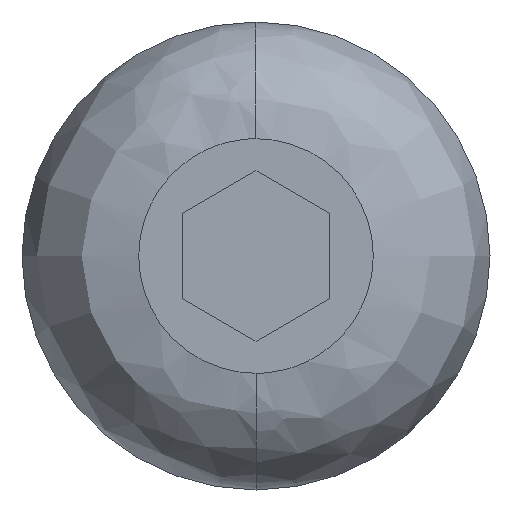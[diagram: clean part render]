
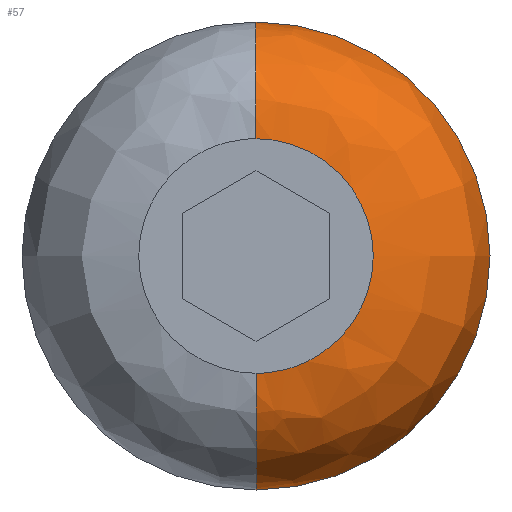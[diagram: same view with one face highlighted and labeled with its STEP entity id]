
A CAD part, left-side view. The second image highlights one B-rep face of the part: STEP entity #57.
In plain terms, the highlighted free-form (B-spline) face has degree [3, 3] with [4, 4] control points.
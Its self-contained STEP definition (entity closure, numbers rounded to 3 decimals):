
#1 = EDGE_CURVE ( 'NONE', #398, #146, #390, .T. ) ;
#12 = ORIENTED_EDGE ( 'NONE', *, *, #94, .T. ) ;
#20 = EDGE_CURVE ( 'NONE', #171, #342, #554, .T. ) ;
#23 = CARTESIAN_POINT ( 'NONE',  ( -2.75, 0., -2.38 ) ) ;
#57 = ADVANCED_FACE ( 'NONE', ( #97 ), #531, .T. ) ;
#71 = CARTESIAN_POINT ( 'NONE',  ( -2.75, 0., 2.38 ) ) ;
#74 = ORIENTED_EDGE ( 'NONE', *, *, #20, .T. ) ;
#75 = CARTESIAN_POINT ( 'NONE',  ( -2.75, -4.76, -2.38 ) ) ;
#78 = CARTESIAN_POINT ( 'NONE',  ( -2.75, 0., -2.38 ) ) ;
#94 = EDGE_CURVE ( 'NONE', #342, #146, #443, .T. ) ;
#97 = FACE_OUTER_BOUND ( 'NONE', #316, .T. ) ;
#110 = CARTESIAN_POINT ( 'NONE',  ( -0.38, -9.5, 4.75 ) ) ;
#114 = CARTESIAN_POINT ( 'NONE',  ( -0.38, 0., 4.75 ) ) ;
#128 = AXIS2_PLACEMENT_3D ( 'NONE', #317, #142, #397 ) ;
#142 = DIRECTION ( 'NONE',  ( 0., -1., 0. ) ) ;
#146 = VERTEX_POINT ( 'NONE', #78 ) ;
#155 = CARTESIAN_POINT ( 'NONE',  ( -2.75, 0., -3.768 ) ) ;
#163 = CARTESIAN_POINT ( 'NONE',  ( -2.75, -7.537, 3.768 ) ) ;
#171 = VERTEX_POINT ( 'NONE', #552 ) ;
#187 = ORIENTED_EDGE ( 'NONE', *, *, #519, .F. ) ;
#232 = AXIS2_PLACEMENT_3D ( 'NONE', #432, #271, #310 ) ;
#233 = CARTESIAN_POINT ( 'NONE',  ( -0.38, -9.5, -4.75 ) ) ;
#242 = CARTESIAN_POINT ( 'NONE',  ( -2.75, 0., 2.38 ) ) ;
#270 = ORIENTED_EDGE ( 'NONE', *, *, #1, .F. ) ;
#271 = DIRECTION ( 'NONE',  ( 0., 1., 0. ) ) ;
#275 = CARTESIAN_POINT ( 'NONE',  ( -1.768, 0., -4.75 ) ) ;
#287 = CARTESIAN_POINT ( 'NONE',  ( -2.75, -4.76, 2.38 ) ) ;
#302 = DIRECTION ( 'NONE',  ( 1., 0., 0. ) ) ;
#310 = DIRECTION ( 'NONE',  ( 0., 0., -1. ) ) ;
#316 = EDGE_LOOP ( 'NONE', ( #187, #74, #12, #270 ) ) ;
#317 = CARTESIAN_POINT ( 'NONE',  ( -0.38, 0., 2.38 ) ) ;
#318 = CARTESIAN_POINT ( 'NONE',  ( -2.75, 0., 3.768 ) ) ;
#321 = CARTESIAN_POINT ( 'NONE',  ( -1.768, 0., 4.75 ) ) ;
#341 = CIRCLE ( 'NONE', #450, 4.75 ) ;
#342 = VERTEX_POINT ( 'NONE', #485 ) ;
#365 = CARTESIAN_POINT ( 'NONE',  ( -0.38, 0., -4.75 ) ) ;
#368 = CARTESIAN_POINT ( 'NONE',  ( -2.75, -4.76, 2.38 ) ) ;
#369 = CARTESIAN_POINT ( 'NONE',  ( -2.75, 0., -2.38 ) ) ;
#384 = CARTESIAN_POINT ( 'NONE',  ( -0.38, 0., 0. ) ) ;
#390 = CIRCLE ( 'NONE', #232, 2.37 ) ;
#397 = DIRECTION ( 'NONE',  ( 0., 0., 1. ) ) ;
#398 = VERTEX_POINT ( 'NONE', #442 ) ;
#421 = DIRECTION ( 'NONE',  ( 0., 0., -1. ) ) ;
#432 = CARTESIAN_POINT ( 'NONE',  ( -0.38, 0., -2.38 ) ) ;
#442 = CARTESIAN_POINT ( 'NONE',  ( -0.38, 0., -4.75 ) ) ;
#443 =( BOUNDED_CURVE ( )  B_SPLINE_CURVE ( 3, ( #242, #287, #75, #23 ),
 .UNSPECIFIED., .F., .F. ) 
 B_SPLINE_CURVE_WITH_KNOTS ( ( 4, 4 ),
 ( 0.75, 1.25 ),
 .UNSPECIFIED. ) 
 CURVE ( )  GEOMETRIC_REPRESENTATION_ITEM ( )  RATIONAL_B_SPLINE_CURVE ( ( 1., 0.333, 0.333, 1. ) ) 
 REPRESENTATION_ITEM ( '' )  );
#444 = CARTESIAN_POINT ( 'NONE',  ( -1.768, -9.5, 4.75 ) ) ;
#450 = AXIS2_PLACEMENT_3D ( 'NONE', #384, #302, #421 ) ;
#451 = CARTESIAN_POINT ( 'NONE',  ( -2.75, -7.537, -3.768 ) ) ;
#485 = CARTESIAN_POINT ( 'NONE',  ( -2.75, 0., 2.38 ) ) ;
#500 = CARTESIAN_POINT ( 'NONE',  ( -2.75, -4.76, -2.38 ) ) ;
#519 = EDGE_CURVE ( 'NONE', #171, #398, #341, .T. ) ;
#531 =( BOUNDED_SURFACE ( )  B_SPLINE_SURFACE ( 3, 3, ( 
 ( #114, #110, #233, #365 ),
 ( #321, #444, #538, #275 ),
 ( #318, #163, #451, #155 ),
 ( #71, #368, #500, #369 ) ),
 .UNSPECIFIED., .F., .F., .F. ) 
 B_SPLINE_SURFACE_WITH_KNOTS ( ( 4, 4 ),
 ( 4, 4 ),
 ( 0., 1. ),
 ( 0., 1. ),
 .UNSPECIFIED. ) 
 GEOMETRIC_REPRESENTATION_ITEM ( )  RATIONAL_B_SPLINE_SURFACE ( (
 ( 1., 0.333, 0.333, 1.),
 ( 0.805, 0.268, 0.268, 0.805),
 ( 0.805, 0.268, 0.268, 0.805),
 ( 1., 0.333, 0.333, 1.) ) ) 
 REPRESENTATION_ITEM ( '' )  SURFACE ( )  );
#538 = CARTESIAN_POINT ( 'NONE',  ( -1.768, -9.5, -4.75 ) ) ;
#552 = CARTESIAN_POINT ( 'NONE',  ( -0.38, 0., 4.75 ) ) ;
#554 = CIRCLE ( 'NONE', #128, 2.37 ) ;
